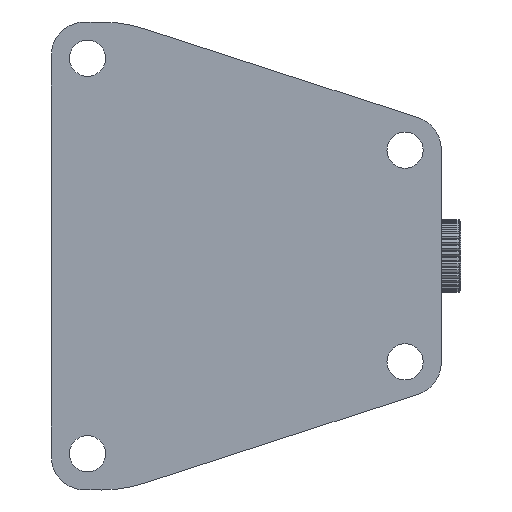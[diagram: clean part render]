
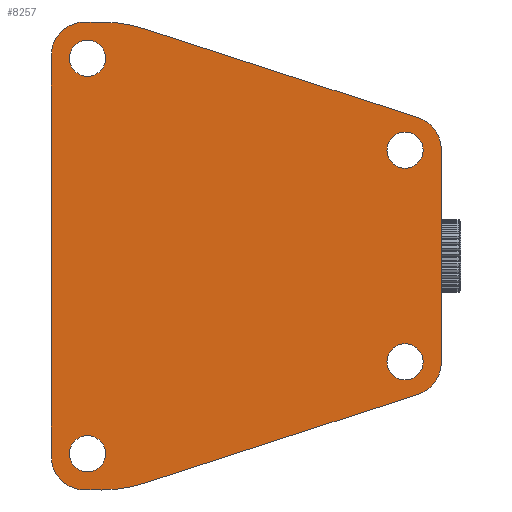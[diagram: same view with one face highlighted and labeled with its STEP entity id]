
A CAD part, left-side view. The second image highlights one B-rep face of the part: STEP entity #8257.
In plain terms, the highlighted planar face has unit normal (-1, 0, 0).
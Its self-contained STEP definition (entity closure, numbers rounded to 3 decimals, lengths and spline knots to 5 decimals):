
#45=FACE_BOUND('',#1629,.T.);
#46=FACE_BOUND('',#1630,.T.);
#47=FACE_BOUND('',#1631,.T.);
#48=FACE_BOUND('',#1632,.T.);
#306=CIRCLE('',#8820,0.00325);
#307=CIRCLE('',#8821,0.00325);
#308=CIRCLE('',#8823,0.006);
#309=CIRCLE('',#8824,0.025);
#310=CIRCLE('',#8825,0.006);
#311=CIRCLE('',#8826,0.006);
#312=CIRCLE('',#8827,0.025);
#313=CIRCLE('',#8828,0.006);
#314=CIRCLE('',#8829,0.00325);
#315=CIRCLE('',#8830,0.00325);
#316=CIRCLE('',#8831,0.00325);
#317=CIRCLE('',#8832,0.00325);
#318=CIRCLE('',#8833,0.00325);
#319=CIRCLE('',#8834,0.00325);
#1118=FACE_OUTER_BOUND('',#1628,.T.);
#1628=EDGE_LOOP('',(#5246,#5247,#5248,#5249,#5250,#5251,#5252,#5253,#5254,
#5255,#5256,#5257,#5258,#5259));
#1629=EDGE_LOOP('',(#5260,#5261));
#1630=EDGE_LOOP('',(#5262,#5263));
#1631=EDGE_LOOP('',(#5264,#5265));
#1632=EDGE_LOOP('',(#5266,#5267));
#2228=LINE('',#21768,#2677);
#2229=LINE('',#21770,#2678);
#2230=LINE('',#21774,#2679);
#2231=LINE('',#21778,#2680);
#2232=LINE('',#21782,#2681);
#2233=LINE('',#21786,#2682);
#2234=LINE('',#21790,#2683);
#2235=LINE('',#21793,#2684);
#2677=VECTOR('',#9810,1.);
#2678=VECTOR('',#9811,1.);
#2679=VECTOR('',#9814,1.);
#2680=VECTOR('',#9817,1.);
#2681=VECTOR('',#9820,1.);
#2682=VECTOR('',#9823,1.);
#2683=VECTOR('',#9826,1.);
#2684=VECTOR('',#9829,1.);
#3216=VERTEX_POINT('',#21760);
#3217=VERTEX_POINT('',#21761);
#3218=VERTEX_POINT('',#21766);
#3219=VERTEX_POINT('',#21767);
#3220=VERTEX_POINT('',#21769);
#3221=VERTEX_POINT('',#21771);
#3222=VERTEX_POINT('',#21773);
#3223=VERTEX_POINT('',#21775);
#3224=VERTEX_POINT('',#21777);
#3225=VERTEX_POINT('',#21779);
#3226=VERTEX_POINT('',#21781);
#3227=VERTEX_POINT('',#21783);
#3228=VERTEX_POINT('',#21785);
#3229=VERTEX_POINT('',#21787);
#3230=VERTEX_POINT('',#21789);
#3231=VERTEX_POINT('',#21791);
#3232=VERTEX_POINT('',#21794);
#3233=VERTEX_POINT('',#21795);
#3234=VERTEX_POINT('',#21798);
#3235=VERTEX_POINT('',#21799);
#3236=VERTEX_POINT('',#21802);
#3237=VERTEX_POINT('',#21803);
#3986=EDGE_CURVE('',#3216,#3217,#306,.T.);
#3988=EDGE_CURVE('',#3217,#3216,#307,.T.);
#3989=EDGE_CURVE('',#3218,#3219,#2228,.T.);
#3990=EDGE_CURVE('',#3220,#3219,#2229,.T.);
#3991=EDGE_CURVE('',#3221,#3220,#308,.T.);
#3992=EDGE_CURVE('',#3222,#3221,#2230,.T.);
#3993=EDGE_CURVE('',#3223,#3222,#309,.T.);
#3994=EDGE_CURVE('',#3224,#3223,#2231,.T.);
#3995=EDGE_CURVE('',#3225,#3224,#310,.T.);
#3996=EDGE_CURVE('',#3226,#3225,#2232,.T.);
#3997=EDGE_CURVE('',#3226,#3227,#311,.T.);
#3998=EDGE_CURVE('',#3227,#3228,#2233,.T.);
#3999=EDGE_CURVE('',#3228,#3229,#312,.T.);
#4000=EDGE_CURVE('',#3229,#3230,#2234,.T.);
#4001=EDGE_CURVE('',#3230,#3231,#313,.T.);
#4002=EDGE_CURVE('',#3231,#3218,#2235,.T.);
#4003=EDGE_CURVE('',#3232,#3233,#314,.T.);
#4004=EDGE_CURVE('',#3233,#3232,#315,.T.);
#4005=EDGE_CURVE('',#3234,#3235,#316,.T.);
#4006=EDGE_CURVE('',#3235,#3234,#317,.T.);
#4007=EDGE_CURVE('',#3236,#3237,#318,.T.);
#4008=EDGE_CURVE('',#3237,#3236,#319,.T.);
#5246=ORIENTED_EDGE('',*,*,#3989,.T.);
#5247=ORIENTED_EDGE('',*,*,#3990,.F.);
#5248=ORIENTED_EDGE('',*,*,#3991,.F.);
#5249=ORIENTED_EDGE('',*,*,#3992,.F.);
#5250=ORIENTED_EDGE('',*,*,#3993,.F.);
#5251=ORIENTED_EDGE('',*,*,#3994,.F.);
#5252=ORIENTED_EDGE('',*,*,#3995,.F.);
#5253=ORIENTED_EDGE('',*,*,#3996,.F.);
#5254=ORIENTED_EDGE('',*,*,#3997,.T.);
#5255=ORIENTED_EDGE('',*,*,#3998,.T.);
#5256=ORIENTED_EDGE('',*,*,#3999,.T.);
#5257=ORIENTED_EDGE('',*,*,#4000,.T.);
#5258=ORIENTED_EDGE('',*,*,#4001,.T.);
#5259=ORIENTED_EDGE('',*,*,#4002,.T.);
#5260=ORIENTED_EDGE('',*,*,#4003,.F.);
#5261=ORIENTED_EDGE('',*,*,#4004,.F.);
#5262=ORIENTED_EDGE('',*,*,#3986,.F.);
#5263=ORIENTED_EDGE('',*,*,#3988,.F.);
#5264=ORIENTED_EDGE('',*,*,#4005,.T.);
#5265=ORIENTED_EDGE('',*,*,#4006,.T.);
#5266=ORIENTED_EDGE('',*,*,#4007,.T.);
#5267=ORIENTED_EDGE('',*,*,#4008,.T.);
#7541=PLANE('',#8822);
#8257=ADVANCED_FACE('',(#1118,#45,#46,#47,#48),#7541,.F.);
#8820=AXIS2_PLACEMENT_3D('',#21762,#9803,#9804);
#8821=AXIS2_PLACEMENT_3D('',#21764,#9806,#9807);
#8822=AXIS2_PLACEMENT_3D('',#21765,#9808,#9809);
#8823=AXIS2_PLACEMENT_3D('',#21772,#9812,#9813);
#8824=AXIS2_PLACEMENT_3D('',#21776,#9815,#9816);
#8825=AXIS2_PLACEMENT_3D('',#21780,#9818,#9819);
#8826=AXIS2_PLACEMENT_3D('',#21784,#9821,#9822);
#8827=AXIS2_PLACEMENT_3D('',#21788,#9824,#9825);
#8828=AXIS2_PLACEMENT_3D('',#21792,#9827,#9828);
#8829=AXIS2_PLACEMENT_3D('',#21796,#9830,#9831);
#8830=AXIS2_PLACEMENT_3D('',#21797,#9832,#9833);
#8831=AXIS2_PLACEMENT_3D('',#21800,#9834,#9835);
#8832=AXIS2_PLACEMENT_3D('',#21801,#9836,#9837);
#8833=AXIS2_PLACEMENT_3D('',#21804,#9838,#9839);
#8834=AXIS2_PLACEMENT_3D('',#21805,#9840,#9841);
#9803=DIRECTION('center_axis',(-1.,0.,0.));
#9804=DIRECTION('ref_axis',(0.,-1.,0.));
#9806=DIRECTION('center_axis',(-1.,0.,0.));
#9807=DIRECTION('ref_axis',(0.,-1.,0.));
#9808=DIRECTION('center_axis',(1.,0.,0.));
#9809=DIRECTION('ref_axis',(0.,0.,-1.));
#9810=DIRECTION('',(0.,0.,-1.));
#9811=DIRECTION('',(0.,0.,1.));
#9812=DIRECTION('center_axis',(1.,0.,0.));
#9813=DIRECTION('ref_axis',(0.,-0.707,0.707));
#9814=DIRECTION('',(0.,1.,0.));
#9815=DIRECTION('center_axis',(1.,0.,0.));
#9816=DIRECTION('ref_axis',(0.,0.156,0.988));
#9817=DIRECTION('',(0.,0.951,-0.309));
#9818=DIRECTION('center_axis',(1.,0.,0.));
#9819=DIRECTION('ref_axis',(0.,0.809,0.588));
#9820=DIRECTION('',(0.,0.,-1.));
#9821=DIRECTION('center_axis',(-1.,0.,0.));
#9822=DIRECTION('ref_axis',(0.,0.809,-0.588));
#9823=DIRECTION('',(0.,0.951,0.309));
#9824=DIRECTION('center_axis',(-1.,0.,0.));
#9825=DIRECTION('ref_axis',(0.,0.156,-0.988));
#9826=DIRECTION('',(0.,1.,0.));
#9827=DIRECTION('center_axis',(-1.,0.,0.));
#9828=DIRECTION('ref_axis',(0.,-0.707,-0.707));
#9829=DIRECTION('',(0.,0.,-1.));
#9830=DIRECTION('center_axis',(-1.,0.,0.));
#9831=DIRECTION('ref_axis',(0.,-1.,0.));
#9832=DIRECTION('center_axis',(-1.,0.,0.));
#9833=DIRECTION('ref_axis',(0.,-1.,0.));
#9834=DIRECTION('center_axis',(1.,0.,0.));
#9835=DIRECTION('ref_axis',(0.,-0.588,-0.809));
#9836=DIRECTION('center_axis',(1.,0.,0.));
#9837=DIRECTION('ref_axis',(0.,-0.588,-0.809));
#9838=DIRECTION('center_axis',(1.,0.,0.));
#9839=DIRECTION('ref_axis',(0.,-0.588,-0.809));
#9840=DIRECTION('center_axis',(1.,0.,0.));
#9841=DIRECTION('ref_axis',(0.,-0.588,-0.809));
#21760=CARTESIAN_POINT('',(0.,-0.007,-0.03225));
#21761=CARTESIAN_POINT('',(0.,-0.00375,-0.0355));
#21762=CARTESIAN_POINT('Origin',(0.,-0.007,-0.0355));
#21764=CARTESIAN_POINT('Origin',(0.,-0.007,-0.0355));
#21765=CARTESIAN_POINT('Origin',(0.,-0.05233,-0.01994));
#21766=CARTESIAN_POINT('',(0.,-0.0005,0.0285));
#21767=CARTESIAN_POINT('',(0.,-0.0005,-0.0285));
#21768=CARTESIAN_POINT('',(0.,-0.0005,-0.0065));
#21769=CARTESIAN_POINT('',(0.,-0.0005,-0.036));
#21770=CARTESIAN_POINT('',(0.,-0.0005,0.036));
#21771=CARTESIAN_POINT('',(0.,-0.0065,-0.042));
#21772=CARTESIAN_POINT('Origin',(0.,-0.0065,-0.036));
#21773=CARTESIAN_POINT('',(0.,-0.00954,-0.042));
#21774=CARTESIAN_POINT('',(0.,-0.0065,-0.042));
#21775=CARTESIAN_POINT('',(0.,-0.01727,-0.04078));
#21776=CARTESIAN_POINT('Origin',(0.,-0.00954,-0.017));
#21777=CARTESIAN_POINT('',(0.,-0.06635,-0.02483));
#21778=CARTESIAN_POINT('',(0.,-0.01727,-0.04078));
#21779=CARTESIAN_POINT('',(0.,-0.0705,-0.01912));
#21780=CARTESIAN_POINT('Origin',(0.,-0.0645,-0.01912));
#21781=CARTESIAN_POINT('',(0.,-0.0705,0.01912));
#21782=CARTESIAN_POINT('',(0.,-0.0705,-0.01912));
#21783=CARTESIAN_POINT('',(0.,-0.06635,0.02483));
#21784=CARTESIAN_POINT('Origin',(0.,-0.0645,0.01912));
#21785=CARTESIAN_POINT('',(0.,-0.01727,0.04078));
#21786=CARTESIAN_POINT('',(0.,-0.01727,0.04078));
#21787=CARTESIAN_POINT('',(0.,-0.00954,0.042));
#21788=CARTESIAN_POINT('Origin',(0.,-0.00954,0.017));
#21789=CARTESIAN_POINT('',(0.,-0.0065,0.042));
#21790=CARTESIAN_POINT('',(0.,-0.0065,0.042));
#21791=CARTESIAN_POINT('',(0.,-0.0005,0.036));
#21792=CARTESIAN_POINT('Origin',(0.,-0.0065,0.036));
#21793=CARTESIAN_POINT('',(0.,-0.0005,-0.036));
#21794=CARTESIAN_POINT('',(0.,-0.064,-0.01575));
#21795=CARTESIAN_POINT('',(0.,-0.06075,-0.019));
#21796=CARTESIAN_POINT('Origin',(0.,-0.064,-0.019));
#21797=CARTESIAN_POINT('Origin',(0.,-0.064,-0.019));
#21798=CARTESIAN_POINT('',(0.,-0.007,0.03225));
#21799=CARTESIAN_POINT('',(0.,-0.00375,0.0355));
#21800=CARTESIAN_POINT('Origin',(0.,-0.007,0.0355));
#21801=CARTESIAN_POINT('Origin',(0.,-0.007,0.0355));
#21802=CARTESIAN_POINT('',(0.,-0.064,0.01575));
#21803=CARTESIAN_POINT('',(0.,-0.06075,0.019));
#21804=CARTESIAN_POINT('Origin',(0.,-0.064,0.019));
#21805=CARTESIAN_POINT('Origin',(0.,-0.064,0.019));
